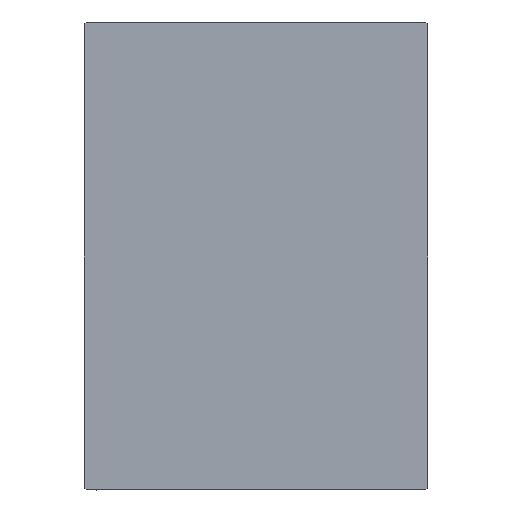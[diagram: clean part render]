
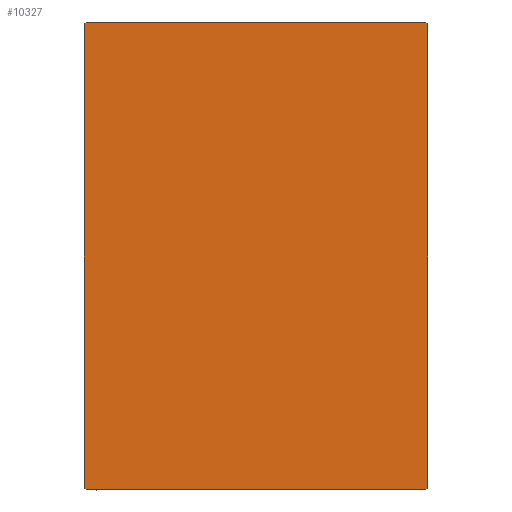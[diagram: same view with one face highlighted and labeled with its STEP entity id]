
A CAD part, left-side view. The second image highlights one B-rep face of the part: STEP entity #10327.
In plain terms, the highlighted face is planar.
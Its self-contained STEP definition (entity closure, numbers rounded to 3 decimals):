
#279 = VECTOR ( 'NONE', #11917, 1000. ) ;
#1246 = CARTESIAN_POINT ( 'NONE',  ( 75., 32.35, -32.35 ) ) ;
#1611 = CARTESIAN_POINT ( 'NONE',  ( 75., -27.5, 37.5 ) ) ;
#2103 = CARTESIAN_POINT ( 'NONE',  ( 75., -27.5, -37.2 ) ) ;
#3832 = EDGE_CURVE ( 'NONE', #6013, #15369, #14146, .T. ) ;
#3838 = CARTESIAN_POINT ( 'NONE',  ( 75., 32.35, 32.35 ) ) ;
#3858 = FACE_OUTER_BOUND ( 'NONE', #21022, .T. ) ;
#4480 = DIRECTION ( 'NONE',  ( 0., -0.707, 0.707 ) ) ;
#5315 = VECTOR ( 'NONE', #15594, 1000. ) ;
#5742 = LINE ( 'NONE', #1611, #5315 ) ;
#6013 = VERTEX_POINT ( 'NONE', #7858 ) ;
#6709 = CARTESIAN_POINT ( 'NONE',  ( 75., -32.35, -32.35 ) ) ;
#6930 = DIRECTION ( 'NONE',  ( 0., 0.707, -0.707 ) ) ;
#7033 = VECTOR ( 'NONE', #19984, 1000. ) ;
#7792 = CARTESIAN_POINT ( 'NONE',  ( 75., -27.5, 37.2 ) ) ;
#7858 = CARTESIAN_POINT ( 'NONE',  ( 75., 27.5, -37.2 ) ) ;
#8426 = VECTOR ( 'NONE', #4480, 1000. ) ;
#8444 = LINE ( 'NONE', #1246, #39561 ) ;
#9380 = VERTEX_POINT ( 'NONE', #11660 ) ;
#9721 = EDGE_CURVE ( 'NONE', #23687, #9380, #10800, .T. ) ;
#10205 = PLANE ( 'NONE',  #34397 ) ;
#10287 = VECTOR ( 'NONE', #18915, 1000. ) ;
#10327 = ADVANCED_FACE ( 'NONE', ( #3858 ), #10205, .T. ) ;
#10430 = DIRECTION ( 'NONE',  ( 0., 0., 1. ) ) ;
#10800 = LINE ( 'NONE', #23499, #7033 ) ;
#11660 = CARTESIAN_POINT ( 'NONE',  ( 75., 27.2, -37.5 ) ) ;
#11917 = DIRECTION ( 'NONE',  ( 0., -1., 0. ) ) ;
#14146 = LINE ( 'NONE', #16989, #37359 ) ;
#14981 = ORIENTED_EDGE ( 'NONE', *, *, #30462, .T. ) ;
#15369 = VERTEX_POINT ( 'NONE', #16054 ) ;
#15594 = DIRECTION ( 'NONE',  ( 0., 0., -1. ) ) ;
#16054 = CARTESIAN_POINT ( 'NONE',  ( 75., 27.5, 37.2 ) ) ;
#16989 = CARTESIAN_POINT ( 'NONE',  ( 75., 27.5, -37.5 ) ) ;
#16992 = EDGE_CURVE ( 'NONE', #19783, #43363, #25066, .T. ) ;
#18006 = VERTEX_POINT ( 'NONE', #7792 ) ;
#18915 = DIRECTION ( 'NONE',  ( 0., -0.707, -0.707 ) ) ;
#19783 = VERTEX_POINT ( 'NONE', #25806 ) ;
#19984 = DIRECTION ( 'NONE',  ( 0., 1., 0. ) ) ;
#21022 = EDGE_LOOP ( 'NONE', ( #29271, #33137, #25718, #42806, #24856, #14981, #35913, #22504 ) ) ;
#21992 = CARTESIAN_POINT ( 'NONE',  ( 75., -32.35, 32.35 ) ) ;
#22169 = EDGE_CURVE ( 'NONE', #18006, #39414, #5742, .T. ) ;
#22504 = ORIENTED_EDGE ( 'NONE', *, *, #26312, .T. ) ;
#22967 = CARTESIAN_POINT ( 'NONE',  ( 75., -27.2, -37.5 ) ) ;
#23499 = CARTESIAN_POINT ( 'NONE',  ( 75., -27.5, -37.5 ) ) ;
#23687 = VERTEX_POINT ( 'NONE', #22967 ) ;
#23992 = DIRECTION ( 'NONE',  ( 1., 0., 0. ) ) ;
#24208 = CARTESIAN_POINT ( 'NONE',  ( 75., 0., 0. ) ) ;
#24856 = ORIENTED_EDGE ( 'NONE', *, *, #16992, .T. ) ;
#25065 = EDGE_CURVE ( 'NONE', #9380, #6013, #8444, .T. ) ;
#25066 = LINE ( 'NONE', #41976, #279 ) ;
#25306 = DIRECTION ( 'NONE',  ( 0., 0.707, 0.707 ) ) ;
#25718 = ORIENTED_EDGE ( 'NONE', *, *, #3832, .T. ) ;
#25806 = CARTESIAN_POINT ( 'NONE',  ( 75., 27.2, 37.5 ) ) ;
#26312 = EDGE_CURVE ( 'NONE', #39414, #23687, #29135, .T. ) ;
#27716 = DIRECTION ( 'NONE',  ( 0., 0., -1. ) ) ;
#29135 = LINE ( 'NONE', #6709, #34680 ) ;
#29271 = ORIENTED_EDGE ( 'NONE', *, *, #9721, .T. ) ;
#30334 = LINE ( 'NONE', #3838, #8426 ) ;
#30462 = EDGE_CURVE ( 'NONE', #43363, #18006, #32510, .T. ) ;
#32510 = LINE ( 'NONE', #21992, #10287 ) ;
#33137 = ORIENTED_EDGE ( 'NONE', *, *, #25065, .T. ) ;
#34397 = AXIS2_PLACEMENT_3D ( 'NONE', #24208, #23992, #27716 ) ;
#34522 = CARTESIAN_POINT ( 'NONE',  ( 75., -27.2, 37.5 ) ) ;
#34680 = VECTOR ( 'NONE', #6930, 1000. ) ;
#35913 = ORIENTED_EDGE ( 'NONE', *, *, #22169, .T. ) ;
#37359 = VECTOR ( 'NONE', #10430, 1000. ) ;
#39414 = VERTEX_POINT ( 'NONE', #2103 ) ;
#39561 = VECTOR ( 'NONE', #25306, 1000. ) ;
#41184 = EDGE_CURVE ( 'NONE', #15369, #19783, #30334, .T. ) ;
#41976 = CARTESIAN_POINT ( 'NONE',  ( 75., 27.5, 37.5 ) ) ;
#42806 = ORIENTED_EDGE ( 'NONE', *, *, #41184, .T. ) ;
#43363 = VERTEX_POINT ( 'NONE', #34522 ) ;
